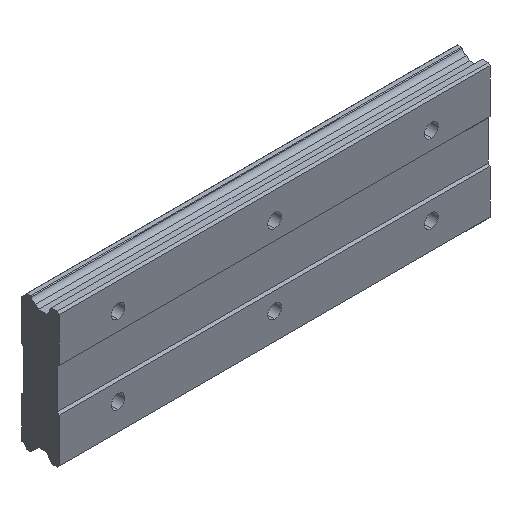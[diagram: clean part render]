
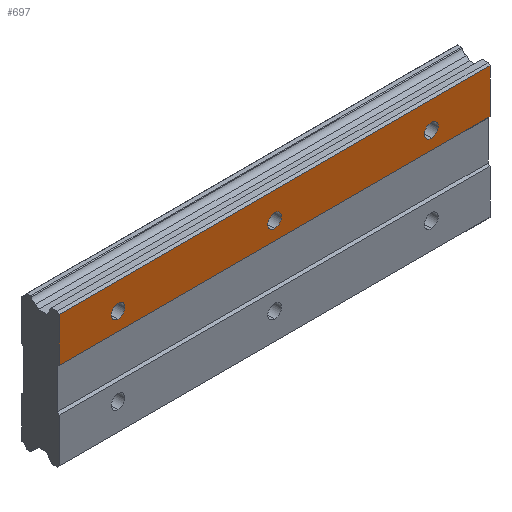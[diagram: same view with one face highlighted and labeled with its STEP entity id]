
A CAD part, isometric view. The second image highlights one B-rep face of the part: STEP entity #697.
In plain terms, the highlighted planar face has unit normal (0, -1, 0).
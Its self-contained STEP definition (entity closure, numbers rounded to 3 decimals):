
#15 = DIRECTION ( 'NONE',  ( 0., 0., -1. ) ) ;
#18 = DIRECTION ( 'NONE',  ( 0., 0., 1. ) ) ;
#39 = DIRECTION ( 'NONE',  ( 0., 1., 0. ) ) ;
#66 = CIRCLE ( 'NONE', #1865, 3.5 ) ;
#84 = ORIENTED_EDGE ( 'NONE', *, *, #853, .F. ) ;
#85 = CARTESIAN_POINT ( 'NONE',  ( 190., 0., 33.5 ) ) ;
#124 = CARTESIAN_POINT ( 'NONE',  ( 190., 0., 34.482 ) ) ;
#140 = EDGE_LOOP ( 'NONE', ( #961, #511 ) ) ;
#141 = LINE ( 'NONE', #1717, #901 ) ;
#166 = DIRECTION ( 'NONE',  ( 0., -1., 0. ) ) ;
#168 = ORIENTED_EDGE ( 'NONE', *, *, #939, .T. ) ;
#216 = PLANE ( 'NONE',  #1259 ) ;
#261 = DIRECTION ( 'NONE',  ( 0., 0., 1. ) ) ;
#276 = EDGE_CURVE ( 'NONE', #1975, #922, #1063, .T. ) ;
#277 = VECTOR ( 'NONE', #1806, 1000. ) ;
#314 = DIRECTION ( 'NONE',  ( 0., 0., 1. ) ) ;
#327 = CARTESIAN_POINT ( 'NONE',  ( 160., 0., 20. ) ) ;
#361 = LINE ( 'NONE', #992, #1743 ) ;
#369 = FACE_BOUND ( 'NONE', #1547, .T. ) ;
#406 = VERTEX_POINT ( 'NONE', #1856 ) ;
#433 = EDGE_CURVE ( 'NONE', #1134, #1553, #1486, .T. ) ;
#437 = EDGE_LOOP ( 'NONE', ( #1577, #1307, #84, #168 ) ) ;
#468 = DIRECTION ( 'NONE',  ( 0., 0., 1. ) ) ;
#472 = EDGE_CURVE ( 'NONE', #922, #1314, #361, .T. ) ;
#482 = FACE_BOUND ( 'NONE', #1874, .T. ) ;
#511 = ORIENTED_EDGE ( 'NONE', *, *, #1631, .F. ) ;
#542 = CARTESIAN_POINT ( 'NONE',  ( 190., 0., 33.5 ) ) ;
#573 = AXIS2_PLACEMENT_3D ( 'NONE', #1795, #1346, #314 ) ;
#592 = AXIS2_PLACEMENT_3D ( 'NONE', #1026, #1036, #1822 ) ;
#594 = CARTESIAN_POINT ( 'NONE',  ( 190., 0., 11. ) ) ;
#660 = CARTESIAN_POINT ( 'NONE',  ( 80., 0., 16.5 ) ) ;
#697 = ADVANCED_FACE ( 'NONE', ( #1771, #369, #1784, #482 ), #216, .F. ) ;
#737 = AXIS2_PLACEMENT_3D ( 'NONE', #327, #1774, #18 ) ;
#799 = DIRECTION ( 'NONE',  ( -1., 0., 0. ) ) ;
#853 = EDGE_CURVE ( 'NONE', #1377, #1975, #872, .T. ) ;
#872 = LINE ( 'NONE', #85, #277 ) ;
#893 = VERTEX_POINT ( 'NONE', #894 ) ;
#894 = CARTESIAN_POINT ( 'NONE',  ( 0., 0., 23.5 ) ) ;
#901 = VECTOR ( 'NONE', #915, 1000. ) ;
#905 = EDGE_CURVE ( 'NONE', #1529, #406, #1456, .T. ) ;
#915 = DIRECTION ( 'NONE',  ( 0., 0., -1. ) ) ;
#918 = EDGE_CURVE ( 'NONE', #1991, #893, #1978, .T. ) ;
#922 = VERTEX_POINT ( 'NONE', #594 ) ;
#927 = DIRECTION ( 'NONE',  ( 0., 0., 1. ) ) ;
#931 = ORIENTED_EDGE ( 'NONE', *, *, #918, .F. ) ;
#939 = EDGE_CURVE ( 'NONE', #1377, #1314, #141, .T. ) ;
#961 = ORIENTED_EDGE ( 'NONE', *, *, #433, .F. ) ;
#992 = CARTESIAN_POINT ( 'NONE',  ( 190., 0., 11. ) ) ;
#1026 = CARTESIAN_POINT ( 'NONE',  ( 160., 0., 20. ) ) ;
#1033 = VECTOR ( 'NONE', #15, 1000. ) ;
#1036 = DIRECTION ( 'NONE',  ( 0., -1., 0. ) ) ;
#1063 = LINE ( 'NONE', #124, #1033 ) ;
#1134 = VERTEX_POINT ( 'NONE', #1301 ) ;
#1162 = CARTESIAN_POINT ( 'NONE',  ( 0., 0., 16.5 ) ) ;
#1180 = CIRCLE ( 'NONE', #592, 3.5 ) ;
#1199 = ORIENTED_EDGE ( 'NONE', *, *, #1231, .F. ) ;
#1231 = EDGE_CURVE ( 'NONE', #406, #1529, #66, .T. ) ;
#1259 = AXIS2_PLACEMENT_3D ( 'NONE', #1446, #39, #1916 ) ;
#1270 = ORIENTED_EDGE ( 'NONE', *, *, #1500, .F. ) ;
#1301 = CARTESIAN_POINT ( 'NONE',  ( 160., 0., 23.5 ) ) ;
#1307 = ORIENTED_EDGE ( 'NONE', *, *, #276, .F. ) ;
#1314 = VERTEX_POINT ( 'NONE', #1385 ) ;
#1346 = DIRECTION ( 'NONE',  ( 0., -1., 0. ) ) ;
#1363 = AXIS2_PLACEMENT_3D ( 'NONE', #1862, #1404, #927 ) ;
#1366 = CARTESIAN_POINT ( 'NONE',  ( 80., 0., 20. ) ) ;
#1377 = VERTEX_POINT ( 'NONE', #1706 ) ;
#1385 = CARTESIAN_POINT ( 'NONE',  ( -30., 0., 11. ) ) ;
#1404 = DIRECTION ( 'NONE',  ( 0., -1., 0. ) ) ;
#1446 = CARTESIAN_POINT ( 'NONE',  ( 190., 0., 33.5 ) ) ;
#1456 = CIRCLE ( 'NONE', #573, 3.5 ) ;
#1471 = ORIENTED_EDGE ( 'NONE', *, *, #905, .F. ) ;
#1486 = CIRCLE ( 'NONE', #737, 3.5 ) ;
#1500 = EDGE_CURVE ( 'NONE', #893, #1991, #1732, .T. ) ;
#1529 = VERTEX_POINT ( 'NONE', #660 ) ;
#1547 = EDGE_LOOP ( 'NONE', ( #1270, #931 ) ) ;
#1553 = VERTEX_POINT ( 'NONE', #1929 ) ;
#1577 = ORIENTED_EDGE ( 'NONE', *, *, #472, .F. ) ;
#1631 = EDGE_CURVE ( 'NONE', #1553, #1134, #1180, .T. ) ;
#1701 = AXIS2_PLACEMENT_3D ( 'NONE', #1733, #166, #468 ) ;
#1706 = CARTESIAN_POINT ( 'NONE',  ( -30., 0., 33.5 ) ) ;
#1717 = CARTESIAN_POINT ( 'NONE',  ( -30., 0., 34.482 ) ) ;
#1732 = CIRCLE ( 'NONE', #1701, 3.5 ) ;
#1733 = CARTESIAN_POINT ( 'NONE',  ( 0., 0., 20. ) ) ;
#1743 = VECTOR ( 'NONE', #799, 1000. ) ;
#1771 = FACE_OUTER_BOUND ( 'NONE', #437, .T. ) ;
#1774 = DIRECTION ( 'NONE',  ( 0., -1., 0. ) ) ;
#1784 = FACE_BOUND ( 'NONE', #140, .T. ) ;
#1795 = CARTESIAN_POINT ( 'NONE',  ( 80., 0., 20. ) ) ;
#1806 = DIRECTION ( 'NONE',  ( 1., 0., 0. ) ) ;
#1814 = DIRECTION ( 'NONE',  ( 0., -1., 0. ) ) ;
#1822 = DIRECTION ( 'NONE',  ( 0., 0., 1. ) ) ;
#1856 = CARTESIAN_POINT ( 'NONE',  ( 80., 0., 23.5 ) ) ;
#1862 = CARTESIAN_POINT ( 'NONE',  ( 0., 0., 20. ) ) ;
#1865 = AXIS2_PLACEMENT_3D ( 'NONE', #1366, #1814, #261 ) ;
#1874 = EDGE_LOOP ( 'NONE', ( #1199, #1471 ) ) ;
#1916 = DIRECTION ( 'NONE',  ( 0., 0., 1. ) ) ;
#1929 = CARTESIAN_POINT ( 'NONE',  ( 160., 0., 16.5 ) ) ;
#1975 = VERTEX_POINT ( 'NONE', #542 ) ;
#1978 = CIRCLE ( 'NONE', #1363, 3.5 ) ;
#1991 = VERTEX_POINT ( 'NONE', #1162 ) ;
